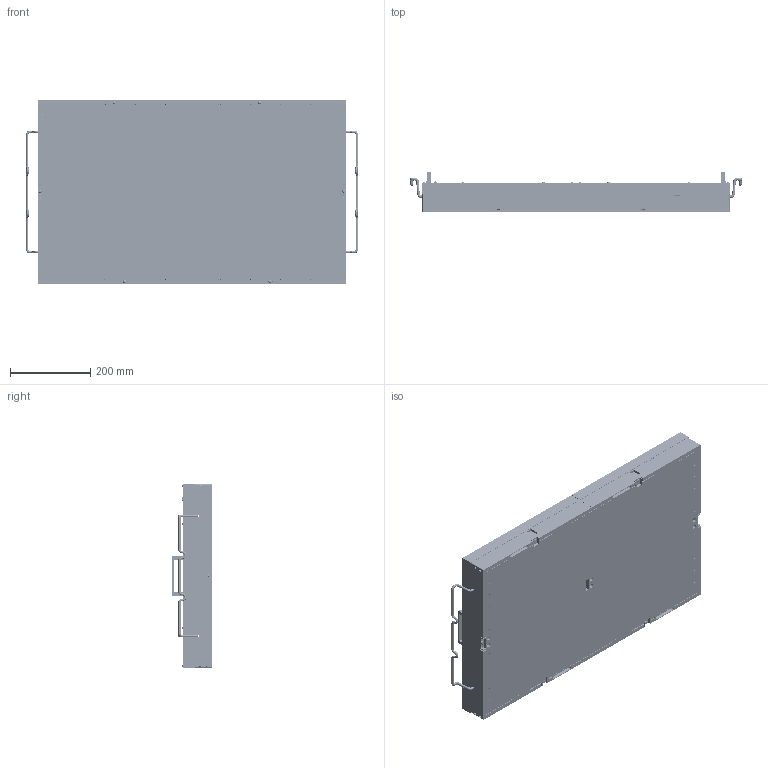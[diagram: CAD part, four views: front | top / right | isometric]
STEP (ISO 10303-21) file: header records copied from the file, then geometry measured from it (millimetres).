
FILE_DESCRIPTION (( 'STEP AP214' ), '1' );
FILE_NAME ('8326~0.STEP', '2018-11-05T09:51:46', ( '' ), ( '' ), 'SwSTEP 2.0', 'SolidWorks 2018', '' );
FILE_SCHEMA (( 'AUTOMOTIVE_DESIGN' ));
Length unit declared in the file: millimetre
Products named in the file (37): 14710~2; 2806~1; GKS-414-0007~-g-k-s_S; 14667~2; 1607~1; 14666~3; 8366~0; 2579~0; 14711~4; 14712~1; 10861~1; 2230~7; DIN965~n_M03,0x020; 11881~0; DIN6325~n_03,0m6x020; 8326~0; 5332~0; ISO7380~n_M03,0x005; DIN6325~n_04,0m6x008; DIN912~n_M04,0x012; 10099~1; 5015~0; 3917~3_M 3 A; 14715~1; DIN965~n_M04,0x012; ISO7380~n_M02,5x006; 14683~0; ISO7380~n_M04,0x016; 22111~0; 2196~6; DIN965~n_M04,0x008; 14714~2; KS-113-Master~-k-s_KS-113 23; 8326-KIT~0; 11880~0; 8365~2; 1571~2
Assembly tree (136 placements, depth 4):
  8326~0
    8326-KIT~0
      14715~1
      8365~2
      10099~1
        10861~1  x2
      14666~3
      14667~2
      14710~2  x2
      14711~4  x2
      14712~1  x2
      14683~0
      8366~0
      2230~7  x3
      2196~6  x3
      1571~2  x4
      2579~0  x10
      1607~1  x2
      14714~2  x2
      22111~0
        KS-113-Master~-k-s_KS-113 23
        GKS-414-0007~-g-k-s_S
        2806~1
        3917~3_M 3 A
        5015~0
        ISO7380~n_M02,5x006
        11880~0
        11881~0
      5332~0  x2
      ISO7380~n_M03,0x005  x16
      DIN965~n_M03,0x020  x4
      DIN965~n_M04,0x008  x6
      DIN912~n_M04,0x012  x30
      ISO7380~n_M04,0x016  x6
      DIN965~n_M04,0x012  x4
      DIN6325~n_03,0m6x020  x9
      DIN6325~n_04,0m6x008  x10
Bounding box: 827 x 99.85 x 460.2 mm (x, y, z)
Volume: 8730336.9 mm3; surface area: 2940128 mm2
Topology: 151 solids, 153 shells, 9127 faces, 25233 edges, 16589 vertices
Faces by surface type: plane 5785, cylinder 2278, cone 444, bspline 398, torus 144, sphere 78
Entity records: 235212 total; most frequent: CARTESIAN_POINT 50753, ORIENTED_EDGE 36800, DIRECTION 33211, EDGE_CURVE 18501, LINE 15571, VECTOR 15571, VERTEX_POINT 12298, AXIS2_PLACEMENT_3D 8820
